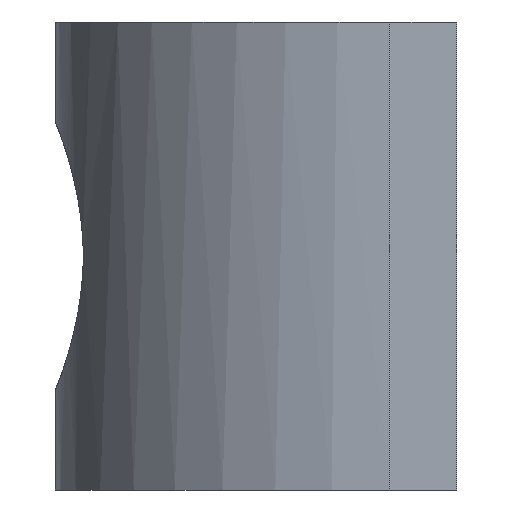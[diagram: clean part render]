
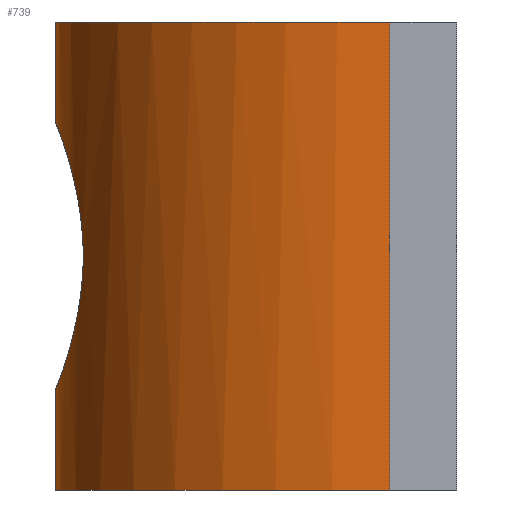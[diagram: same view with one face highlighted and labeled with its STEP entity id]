
A CAD part, front view. The second image highlights one B-rep face of the part: STEP entity #739.
In plain terms, the highlighted cylindrical face has radius 5 mm (diameter 10 mm), a partial arc.
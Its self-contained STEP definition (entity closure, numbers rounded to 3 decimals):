
#496=CARTESIAN_POINT('Vertex',(0.,-15.,7.5)) ;
#500=CARTESIAN_POINT('Control Point',(-5.,-20.,7.5)) ;
#501=CARTESIAN_POINT('Control Point',(-5.,-19.928,7.5)) ;
#502=CARTESIAN_POINT('Control Point',(-4.999,-19.855,7.5)) ;
#503=CARTESIAN_POINT('Control Point',(-4.996,-19.783,7.5)) ;
#504=CARTESIAN_POINT('Control Point',(-4.962,-19.164,7.5)) ;
#505=CARTESIAN_POINT('Control Point',(-4.833,-18.551,7.5)) ;
#506=CARTESIAN_POINT('Control Point',(-4.645,-18.03,7.5)) ;
#507=CARTESIAN_POINT('Control Point',(-4.13,-17.051,7.5)) ;
#508=CARTESIAN_POINT('Control Point',(-3.372,-16.247,7.5)) ;
#509=CARTESIAN_POINT('Control Point',(-2.939,-15.899,7.5)) ;
#510=CARTESIAN_POINT('Control Point',(-2.116,-15.407,7.5)) ;
#511=CARTESIAN_POINT('Control Point',(-1.203,-15.122,7.5)) ;
#512=CARTESIAN_POINT('Control Point',(-0.806,-15.041,7.5)) ;
#513=CARTESIAN_POINT('Control Point',(-0.403,-15.,7.5)) ;
#514=CARTESIAN_POINT('Control Point',(0.,-15.,7.5)) ;
#515=CARTESIAN_POINT('Vertex',(-5.,-20.,7.5)) ;
#519=CARTESIAN_POINT('Control Point',(0.,-25.,7.5)) ;
#520=CARTESIAN_POINT('Control Point',(-0.548,-25.,7.5)) ;
#521=CARTESIAN_POINT('Control Point',(-1.095,-24.925,7.5)) ;
#522=CARTESIAN_POINT('Control Point',(-1.629,-24.775,7.5)) ;
#523=CARTESIAN_POINT('Control Point',(-2.643,-24.333,7.5)) ;
#524=CARTESIAN_POINT('Control Point',(-3.5,-23.634,7.5)) ;
#525=CARTESIAN_POINT('Control Point',(-3.878,-23.228,7.5)) ;
#526=CARTESIAN_POINT('Control Point',(-4.47,-22.382,7.5)) ;
#527=CARTESIAN_POINT('Control Point',(-4.831,-21.417,7.5)) ;
#528=CARTESIAN_POINT('Control Point',(-4.944,-20.951,7.5)) ;
#529=CARTESIAN_POINT('Control Point',(-5.,-20.475,7.5)) ;
#530=CARTESIAN_POINT('Control Point',(-5.,-20.,7.5)) ;
#531=CARTESIAN_POINT('Vertex',(0.,-25.,7.5)) ;
#567=CARTESIAN_POINT('Line Origine',(0.,-25.,4.)) ;
#571=CARTESIAN_POINT('Vertex',(0.,-25.,0.5)) ;
#619=CARTESIAN_POINT('Vertex',(-5.,-20.,2.)) ;
#623=CARTESIAN_POINT('Control Point',(-5.,-20.,2.)) ;
#624=CARTESIAN_POINT('Control Point',(-5.,-20.272,2.)) ;
#625=CARTESIAN_POINT('Control Point',(-4.978,-20.541,2.046)) ;
#626=CARTESIAN_POINT('Control Point',(-4.941,-20.799,2.137)) ;
#627=CARTESIAN_POINT('Control Point',(-4.844,-21.278,2.403)) ;
#628=CARTESIAN_POINT('Control Point',(-4.731,-21.643,2.81)) ;
#629=CARTESIAN_POINT('Control Point',(-4.677,-21.788,3.042)) ;
#630=CARTESIAN_POINT('Control Point',(-4.6,-21.97,3.486)) ;
#631=CARTESIAN_POINT('Control Point',(-4.575,-22.014,3.963)) ;
#632=CARTESIAN_POINT('Control Point',(-4.579,-22.01,4.145)) ;
#633=CARTESIAN_POINT('Control Point',(-4.609,-21.95,4.549)) ;
#634=CARTESIAN_POINT('Control Point',(-4.674,-21.791,4.925)) ;
#635=CARTESIAN_POINT('Control Point',(-4.713,-21.686,5.105)) ;
#636=CARTESIAN_POINT('Control Point',(-4.818,-21.367,5.518)) ;
#637=CARTESIAN_POINT('Control Point',(-4.919,-20.932,5.811)) ;
#638=CARTESIAN_POINT('Control Point',(-4.97,-20.634,5.937)) ;
#639=CARTESIAN_POINT('Control Point',(-5.,-20.319,6.)) ;
#640=CARTESIAN_POINT('Control Point',(-5.,-20.,6.)) ;
#641=CARTESIAN_POINT('Vertex',(-5.,-20.,6.)) ;
#677=CARTESIAN_POINT('Control Point',(-5.,-20.,6.)) ;
#678=CARTESIAN_POINT('Control Point',(-5.,-19.728,6.)) ;
#679=CARTESIAN_POINT('Control Point',(-4.978,-19.459,5.954)) ;
#680=CARTESIAN_POINT('Control Point',(-4.941,-19.201,5.863)) ;
#681=CARTESIAN_POINT('Control Point',(-4.844,-18.722,5.597)) ;
#682=CARTESIAN_POINT('Control Point',(-4.731,-18.357,5.19)) ;
#683=CARTESIAN_POINT('Control Point',(-4.677,-18.212,4.958)) ;
#684=CARTESIAN_POINT('Control Point',(-4.6,-18.03,4.514)) ;
#685=CARTESIAN_POINT('Control Point',(-4.575,-17.986,4.037)) ;
#686=CARTESIAN_POINT('Control Point',(-4.579,-17.99,3.855)) ;
#687=CARTESIAN_POINT('Control Point',(-4.609,-18.05,3.451)) ;
#688=CARTESIAN_POINT('Control Point',(-4.674,-18.209,3.075)) ;
#689=CARTESIAN_POINT('Control Point',(-4.713,-18.314,2.895)) ;
#690=CARTESIAN_POINT('Control Point',(-4.818,-18.633,2.482)) ;
#691=CARTESIAN_POINT('Control Point',(-4.919,-19.068,2.189)) ;
#692=CARTESIAN_POINT('Control Point',(-4.97,-19.366,2.063)) ;
#693=CARTESIAN_POINT('Control Point',(-5.,-19.681,2.)) ;
#694=CARTESIAN_POINT('Control Point',(-5.,-20.,2.)) ;
#703=CARTESIAN_POINT('Axis2P3D Location',(0.,-20.,8.)) ;
#708=CARTESIAN_POINT('Axis2P3D Location',(0.,-20.,0.5)) ;
#712=CARTESIAN_POINT('Vertex',(-5.,-20.,0.5)) ;
#715=CARTESIAN_POINT('Line Origine',(0.,-15.,8.)) ;
#719=CARTESIAN_POINT('Vertex',(0.,-15.,0.5)) ;
#722=CARTESIAN_POINT('Axis2P3D Location',(0.,-20.,0.5)) ;
#569=VECTOR('Line Direction',#568,1.) ;
#717=VECTOR('Line Direction',#716,1.) ;
#568=DIRECTION('Vector Direction',(0.,0.,-1.)) ;
#704=DIRECTION('Axis2P3D Direction',(0.,0.,-1.)) ;
#705=DIRECTION('Axis2P3D XDirection',(1.,0.,0.)) ;
#709=DIRECTION('Axis2P3D Direction',(0.,0.,-1.)) ;
#716=DIRECTION('Vector Direction',(0.,0.,-1.)) ;
#723=DIRECTION('Axis2P3D Direction',(0.,0.,-1.)) ;
#706=AXIS2_PLACEMENT_3D('Cylinder Axis2P3D',#703,#704,#705) ;
#710=AXIS2_PLACEMENT_3D('Circle Axis2P3D',#708,#709,$) ;
#724=AXIS2_PLACEMENT_3D('Circle Axis2P3D',#722,#723,$) ;
#570=LINE('Line',#567,#569) ;
#718=LINE('Line',#715,#717) ;
#711=CIRCLE('generated circle',#710,5.) ;
#725=CIRCLE('generated circle',#724,5.) ;
#707=CYLINDRICAL_SURFACE('generated cylinder',#706,5.) ;
#738=FACE_BOUND('',#735,.T.) ;
#517=EDGE_CURVE('',#516,#497,#499,.T.) ;
#533=EDGE_CURVE('',#532,#516,#518,.T.) ;
#573=EDGE_CURVE('',#532,#572,#570,.T.) ;
#643=EDGE_CURVE('',#620,#642,#622,.T.) ;
#695=EDGE_CURVE('',#642,#620,#676,.T.) ;
#714=EDGE_CURVE('',#572,#713,#711,.T.) ;
#721=EDGE_CURVE('',#497,#720,#718,.T.) ;
#726=EDGE_CURVE('',#713,#720,#725,.T.) ;
#727=EDGE_LOOP('',(#728,#729,#730,#731,#732,#733)) ;
#735=EDGE_LOOP('',(#736,#737)) ;
#728=ORIENTED_EDGE('',*,*,#714,.F.) ;
#729=ORIENTED_EDGE('',*,*,#573,.F.) ;
#730=ORIENTED_EDGE('',*,*,#533,.T.) ;
#731=ORIENTED_EDGE('',*,*,#517,.T.) ;
#732=ORIENTED_EDGE('',*,*,#721,.T.) ;
#733=ORIENTED_EDGE('',*,*,#726,.F.) ;
#736=ORIENTED_EDGE('',*,*,#695,.F.) ;
#737=ORIENTED_EDGE('',*,*,#643,.F.) ;
#497=VERTEX_POINT('',#496) ;
#516=VERTEX_POINT('',#515) ;
#532=VERTEX_POINT('',#531) ;
#572=VERTEX_POINT('',#571) ;
#620=VERTEX_POINT('',#619) ;
#642=VERTEX_POINT('',#641) ;
#713=VERTEX_POINT('',#712) ;
#720=VERTEX_POINT('',#719) ;
#739=ADVANCED_FACE('MANIFOLD_SOLID_BREP #308',(#734,#738),#707,.T.) ;
#499=B_SPLINE_CURVE_WITH_KNOTS('',5,(#500,#501,#502,#503,#504,#505,#506,#507,#508,#509,#510,#511,#512,#513,#514),.UNSPECIFIED.,.F.,.U.,(6,3,3,3,6),(11.107,11.619,15.492,19.365,22.214),.UNSPECIFIED.) ;
#518=B_SPLINE_CURVE_WITH_KNOTS('',5,(#519,#520,#521,#522,#523,#524,#525,#526,#527,#528,#529,#530),.UNSPECIFIED.,.F.,.U.,(6,3,3,6),(0.,3.873,7.746,11.107),.UNSPECIFIED.) ;
#622=B_SPLINE_CURVE_WITH_KNOTS('',5,(#623,#624,#625,#626,#627,#628,#629,#630,#631,#632,#633,#634,#635,#636,#637,#638,#639,#640),.UNSPECIFIED.,.F.,.U.,(6,3,3,3,3,6),(0.,1.938,3.939,5.366,6.862,9.134),.UNSPECIFIED.) ;
#676=B_SPLINE_CURVE_WITH_KNOTS('',5,(#677,#678,#679,#680,#681,#682,#683,#684,#685,#686,#687,#688,#689,#690,#691,#692,#693,#694),.UNSPECIFIED.,.F.,.U.,(6,3,3,3,3,6),(0.,1.938,3.939,5.366,6.862,9.134),.UNSPECIFIED.) ;
#734=FACE_OUTER_BOUND('',#727,.T.) ;
